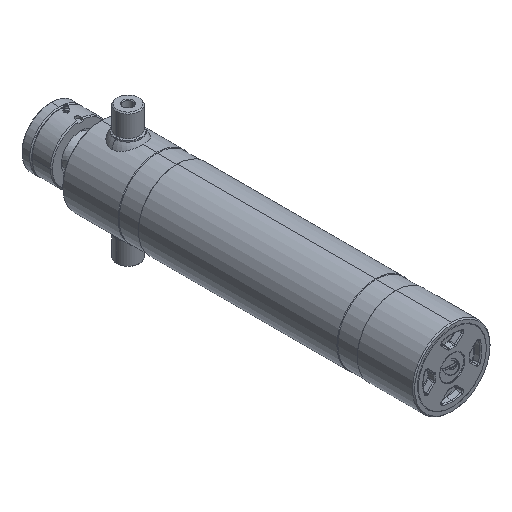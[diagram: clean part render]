
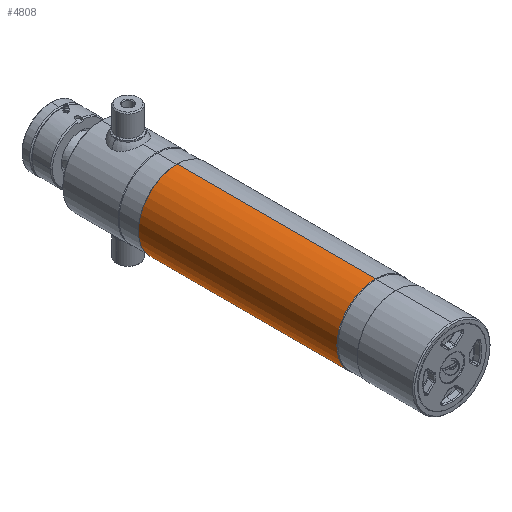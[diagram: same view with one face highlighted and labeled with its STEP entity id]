
A CAD part, isometric view. The second image highlights one B-rep face of the part: STEP entity #4808.
In plain terms, the highlighted cylindrical face has radius 75.75 mm (diameter 151.5 mm), a partial arc.
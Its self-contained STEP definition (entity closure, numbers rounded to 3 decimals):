
#167 = VECTOR ( 'NONE', #5746, 1000. ) ;
#326 = DIRECTION ( 'NONE',  ( 0., 1., 0. ) ) ;
#720 = VERTEX_POINT ( 'NONE', #9906 ) ;
#1147 = CARTESIAN_POINT ( 'NONE',  ( 0., 522.61, -75.75 ) ) ;
#1220 = DIRECTION ( 'NONE',  ( 0., 0., 1. ) ) ;
#1246 = CARTESIAN_POINT ( 'NONE',  ( 0., 150., 0. ) ) ;
#1561 = ORIENTED_EDGE ( 'NONE', *, *, #8671, .F. ) ;
#1604 = CARTESIAN_POINT ( 'NONE',  ( 0., 150., 75.75 ) ) ;
#1890 = AXIS2_PLACEMENT_3D ( 'NONE', #5182, #6795, #8425 ) ;
#2003 = DIRECTION ( 'NONE',  ( 0., 1., 0. ) ) ;
#2518 = CARTESIAN_POINT ( 'NONE',  ( 0., 150., -75.75 ) ) ;
#2549 = VERTEX_POINT ( 'NONE', #3589 ) ;
#2660 = VERTEX_POINT ( 'NONE', #1604 ) ;
#3184 = EDGE_CURVE ( 'NONE', #10028, #2549, #3387, .T. ) ;
#3336 = ORIENTED_EDGE ( 'NONE', *, *, #8482, .T. ) ;
#3358 = LINE ( 'NONE', #7410, #167 ) ;
#3387 = LINE ( 'NONE', #1147, #7571 ) ;
#3589 = CARTESIAN_POINT ( 'NONE',  ( 0., 538., -75.75 ) ) ;
#3786 = CYLINDRICAL_SURFACE ( 'NONE', #1890, 75.75 ) ;
#3840 = DIRECTION ( 'NONE',  ( 0., 0., 1. ) ) ;
#4280 = AXIS2_PLACEMENT_3D ( 'NONE', #1246, #7694, #3840 ) ;
#4490 = CARTESIAN_POINT ( 'NONE',  ( 0., 538., 0. ) ) ;
#4808 = ADVANCED_FACE ( 'NONE', ( #10086 ), #3786, .T. ) ;
#5182 = CARTESIAN_POINT ( 'NONE',  ( 0., 522.61, 0. ) ) ;
#5746 = DIRECTION ( 'NONE',  ( 0., 1., 0. ) ) ;
#6795 = DIRECTION ( 'NONE',  ( 0., 1., 0. ) ) ;
#7410 = CARTESIAN_POINT ( 'NONE',  ( 0., 522.61, 75.75 ) ) ;
#7571 = VECTOR ( 'NONE', #326, 1000. ) ;
#7648 = EDGE_CURVE ( 'NONE', #10028, #2660, #8123, .T. ) ;
#7694 = DIRECTION ( 'NONE',  ( 0., 1., 0. ) ) ;
#8123 = CIRCLE ( 'NONE', #4280, 75.75 ) ;
#8425 = DIRECTION ( 'NONE',  ( 0., 0., 1. ) ) ;
#8482 = EDGE_CURVE ( 'NONE', #2660, #720, #3358, .T. ) ;
#8636 = CIRCLE ( 'NONE', #10132, 75.75 ) ;
#8671 = EDGE_CURVE ( 'NONE', #2549, #720, #8636, .T. ) ;
#9584 = ORIENTED_EDGE ( 'NONE', *, *, #7648, .T. ) ;
#9906 = CARTESIAN_POINT ( 'NONE',  ( 0., 538., 75.75 ) ) ;
#10028 = VERTEX_POINT ( 'NONE', #2518 ) ;
#10084 = ORIENTED_EDGE ( 'NONE', *, *, #3184, .F. ) ;
#10086 = FACE_OUTER_BOUND ( 'NONE', #10145, .T. ) ;
#10132 = AXIS2_PLACEMENT_3D ( 'NONE', #4490, #2003, #1220 ) ;
#10145 = EDGE_LOOP ( 'NONE', ( #10084, #9584, #3336, #1561 ) ) ;
